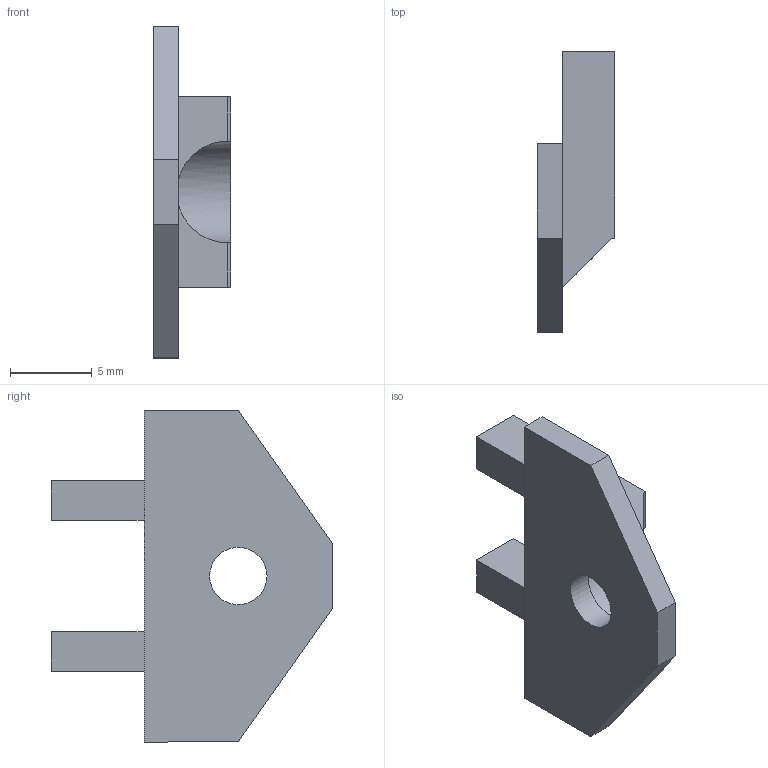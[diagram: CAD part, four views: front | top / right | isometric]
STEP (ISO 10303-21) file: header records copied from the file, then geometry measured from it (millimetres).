
FILE_DESCRIPTION(/* description */ (''),/* implementation_level */ '2;1');
FILE_NAME(/* name */ 'TB6612FNG_holder_left.step',/* time_stamp */ '2025-06-19T09:59:45-04:00',/* author */ (''),/* organization */ (''),/* preprocessor_version */ 'ST-DEVELOPER v20.1',/* originating_system */ 'Autodesk Translation Framework v14.10.0.0',/* authorisation */ '');
FILE_SCHEMA (('AUTOMOTIVE_DESIGN { 1 0 10303 214 3 1 1 }'));
Length unit declared in the file: millimetre
Products named in the file (1): TB6612FNG Holder Left
Bounding box: 4.75 x 17.15 x 20.25 mm (x, y, z)
Volume: 552.3 mm3; surface area: 716.4 mm2
Topology: 1 solids, 1 shells, 23 faces, 61 edges, 40 vertices
Faces by surface type: plane 21, cylinder 2
Full cylindrical faces by diameter (mm): 3.5 x1
Entity records: 749 total; most frequent: CARTESIAN_POINT 125, ORIENTED_EDGE 122, DIRECTION 115, EDGE_CURVE 61, LINE 55, VECTOR 55, VERTEX_POINT 40, AXIS2_PLACEMENT_3D 30
